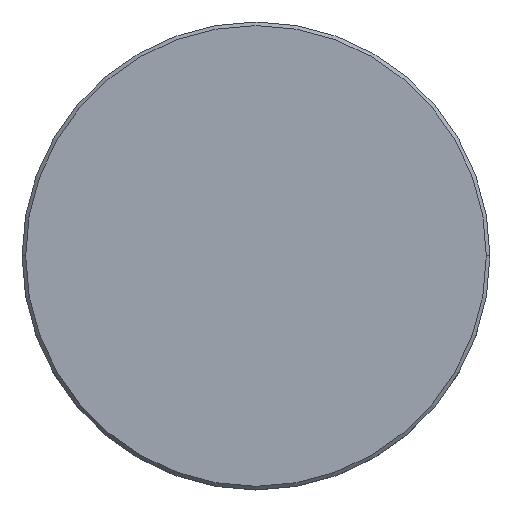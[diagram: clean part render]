
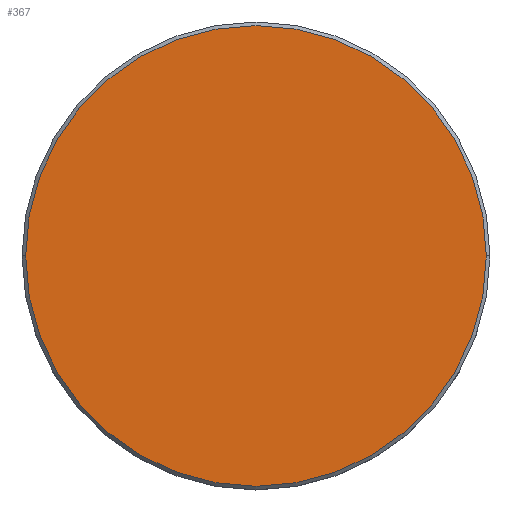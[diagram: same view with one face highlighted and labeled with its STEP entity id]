
A CAD part, top view. The second image highlights one B-rep face of the part: STEP entity #367.
In plain terms, the highlighted planar face has unit normal (0, 0, 1).
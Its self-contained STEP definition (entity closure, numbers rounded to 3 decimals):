
#27 = CARTESIAN_POINT ( 'NONE',  ( 0., 0., 0. ) ) ;
#31 = AXIS2_PLACEMENT_3D ( 'NONE', #27, #197, #635 ) ;
#62 = DIRECTION ( 'NONE',  ( 0., 0., 1. ) ) ;
#174 = FACE_OUTER_BOUND ( 'NONE', #1025, .T. ) ;
#183 = ORIENTED_EDGE ( 'NONE', *, *, #748, .T. ) ;
#197 = DIRECTION ( 'NONE',  ( 0., 0., 1. ) ) ;
#199 = DIRECTION ( 'NONE',  ( 0., 0., 1. ) ) ;
#234 = CIRCLE ( 'NONE', #31, 32. ) ;
#334 = VERTEX_POINT ( 'NONE', #647 ) ;
#367 = ADVANCED_FACE ( 'NONE', ( #174 ), #542, .T. ) ;
#424 = DIRECTION ( 'NONE',  ( 1., 0., 0. ) ) ;
#542 = PLANE ( 'NONE',  #884 ) ;
#570 = AXIS2_PLACEMENT_3D ( 'NONE', #789, #62, #1075 ) ;
#635 = DIRECTION ( 'NONE',  ( 1., 0., 0. ) ) ;
#637 = CARTESIAN_POINT ( 'NONE',  ( 0., 0., 0. ) ) ;
#647 = CARTESIAN_POINT ( 'NONE',  ( 32., 0., 0. ) ) ;
#748 = EDGE_CURVE ( 'NONE', #334, #971, #234, .T. ) ;
#789 = CARTESIAN_POINT ( 'NONE',  ( 0., 0., 0. ) ) ;
#853 = ORIENTED_EDGE ( 'NONE', *, *, #1039, .T. ) ;
#868 = CIRCLE ( 'NONE', #570, 32. ) ;
#884 = AXIS2_PLACEMENT_3D ( 'NONE', #637, #199, #424 ) ;
#971 = VERTEX_POINT ( 'NONE', #1028 ) ;
#1025 = EDGE_LOOP ( 'NONE', ( #853, #183 ) ) ;
#1028 = CARTESIAN_POINT ( 'NONE',  ( -32., 0., 0. ) ) ;
#1039 = EDGE_CURVE ( 'NONE', #971, #334, #868, .T. ) ;
#1075 = DIRECTION ( 'NONE',  ( 1., 0., 0. ) ) ;
